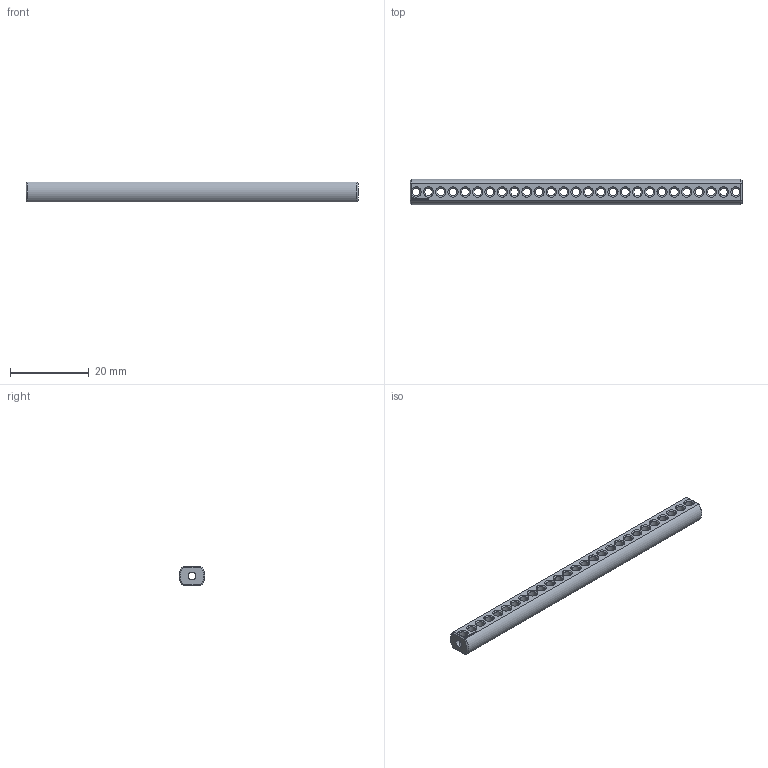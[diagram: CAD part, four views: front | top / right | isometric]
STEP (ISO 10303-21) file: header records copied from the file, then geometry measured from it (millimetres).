
FILE_DESCRIPTION(('FreeCAD Model'),'2;1');
FILE_NAME('Open CASCADE Shape Model','2024-06-18T21:05:24',(''),(''), 'Open CASCADE STEP processor 7.6','FreeCAD','Unknown');
FILE_SCHEMA(('AUTOMOTIVE_DESIGN { 1 0 10303 214 1 1 1 1 }'));
Length unit declared in the file: millimetre
Products named in the file (1): Shaft IDX BU06.75 - SPN-SFT-0147 (stemfie.org)
Bounding box: 84.38 x 6.6 x 5 mm (x, y, z)
Volume: 1924.7 mm3; surface area: 2454.2 mm2
Topology: 1 solids, 1 shells, 573 faces, 1681 edges, 1082 vertices
Faces by surface type: plane 327, extrusion 104, cylinder 84, cone 58
Full cylindrical faces by diameter (mm): 2 x82
Entity records: 19267 total; most frequent: CARTESIAN_POINT 3961, ORIENTED_EDGE 3362, DIRECTION 2867, EDGE_CURVE 1681, VECTOR 1227, LINE 1123, VERTEX_POINT 1082, AXIS2_PLACEMENT_3D 820
